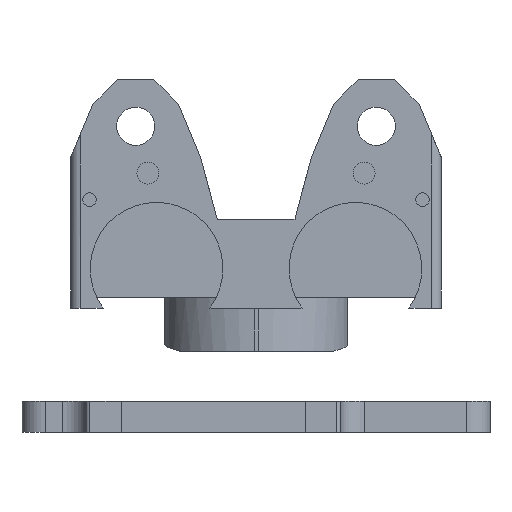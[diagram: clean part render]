
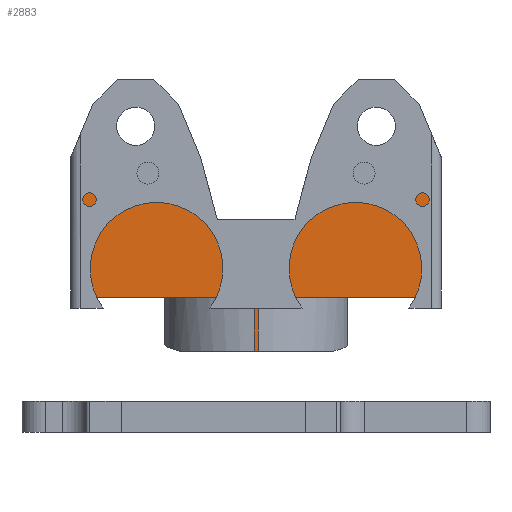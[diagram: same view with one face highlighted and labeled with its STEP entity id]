
A CAD part, left-side view. The second image highlights one B-rep face of the part: STEP entity #2883.
In plain terms, the highlighted planar face has unit normal (-1, 0, 0).
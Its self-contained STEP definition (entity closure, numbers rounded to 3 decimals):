
#262=FACE_OUTER_BOUND('',#444,.T.);
#444=EDGE_LOOP('',(#2392,#2393,#2394,#2395,#2396,#2397,#2398,#2399,#2400,
#2401,#2402,#2403,#2404,#2405,#2406,#2407,#2408,#2409));
#587=LINE('',#4339,#854);
#591=LINE('',#4349,#858);
#597=LINE('',#4368,#864);
#656=LINE('',#4630,#923);
#662=LINE('',#4648,#929);
#666=LINE('',#4660,#933);
#667=LINE('',#4664,#934);
#670=LINE('',#4671,#937);
#671=LINE('',#4674,#938);
#673=LINE('',#4677,#940);
#675=LINE('',#4684,#942);
#677=LINE('',#4688,#944);
#679=LINE('',#4692,#946);
#680=LINE('',#4694,#947);
#681=LINE('',#4696,#948);
#682=LINE('',#4698,#949);
#700=LINE('',#4755,#967);
#701=LINE('',#4756,#968);
#854=VECTOR('',#3452,10.);
#858=VECTOR('',#3460,10.);
#864=VECTOR('',#3476,10.);
#923=VECTOR('',#3775,10.);
#929=VECTOR('',#3791,10.);
#933=VECTOR('',#3803,10.);
#934=VECTOR('',#3806,10.);
#937=VECTOR('',#3813,10.);
#938=VECTOR('',#3816,10.);
#940=VECTOR('',#3820,10.);
#942=VECTOR('',#3826,10.);
#944=VECTOR('',#3832,10.);
#946=VECTOR('',#3836,10.);
#947=VECTOR('',#3839,10.);
#948=VECTOR('',#3842,10.);
#949=VECTOR('',#3845,10.);
#967=VECTOR('',#3905,10.);
#968=VECTOR('',#3906,10.);
#1236=VERTEX_POINT('',#4336);
#1237=VERTEX_POINT('',#4338);
#1240=VERTEX_POINT('',#4346);
#1241=VERTEX_POINT('',#4348);
#1248=VERTEX_POINT('',#4365);
#1249=VERTEX_POINT('',#4367);
#1332=VERTEX_POINT('',#4629);
#1338=VERTEX_POINT('',#4645);
#1339=VERTEX_POINT('',#4647);
#1343=VERTEX_POINT('',#4659);
#1344=VERTEX_POINT('',#4661);
#1345=VERTEX_POINT('',#4663);
#1347=VERTEX_POINT('',#4670);
#1348=VERTEX_POINT('',#4672);
#1350=VERTEX_POINT('',#4681);
#1351=VERTEX_POINT('',#4683);
#1352=VERTEX_POINT('',#4690);
#1370=VERTEX_POINT('',#4754);
#1542=EDGE_CURVE('',#1236,#1237,#587,.T.);
#1547=EDGE_CURVE('',#1241,#1240,#591,.T.);
#1556=EDGE_CURVE('',#1248,#1249,#597,.T.);
#1679=EDGE_CURVE('',#1332,#1237,#656,.T.);
#1688=EDGE_CURVE('',#1338,#1339,#662,.T.);
#1694=EDGE_CURVE('',#1343,#1332,#666,.T.);
#1696=EDGE_CURVE('',#1345,#1344,#667,.T.);
#1700=EDGE_CURVE('',#1347,#1343,#670,.T.);
#1702=EDGE_CURVE('',#1348,#1344,#671,.T.);
#1704=EDGE_CURVE('',#1241,#1248,#673,.T.);
#1708=EDGE_CURVE('',#1350,#1351,#675,.T.);
#1710=EDGE_CURVE('',#1338,#1345,#677,.T.);
#1712=EDGE_CURVE('',#1352,#1236,#679,.T.);
#1713=EDGE_CURVE('',#1339,#1240,#680,.T.);
#1714=EDGE_CURVE('',#1347,#1348,#681,.T.);
#1715=EDGE_CURVE('',#1351,#1352,#682,.T.);
#1742=EDGE_CURVE('',#1350,#1370,#700,.T.);
#1743=EDGE_CURVE('',#1249,#1370,#701,.T.);
#2392=ORIENTED_EDGE('',*,*,#1542,.F.);
#2393=ORIENTED_EDGE('',*,*,#1712,.F.);
#2394=ORIENTED_EDGE('',*,*,#1715,.F.);
#2395=ORIENTED_EDGE('',*,*,#1708,.F.);
#2396=ORIENTED_EDGE('',*,*,#1742,.T.);
#2397=ORIENTED_EDGE('',*,*,#1743,.F.);
#2398=ORIENTED_EDGE('',*,*,#1556,.F.);
#2399=ORIENTED_EDGE('',*,*,#1704,.F.);
#2400=ORIENTED_EDGE('',*,*,#1547,.T.);
#2401=ORIENTED_EDGE('',*,*,#1713,.F.);
#2402=ORIENTED_EDGE('',*,*,#1688,.F.);
#2403=ORIENTED_EDGE('',*,*,#1710,.T.);
#2404=ORIENTED_EDGE('',*,*,#1696,.T.);
#2405=ORIENTED_EDGE('',*,*,#1702,.F.);
#2406=ORIENTED_EDGE('',*,*,#1714,.F.);
#2407=ORIENTED_EDGE('',*,*,#1700,.T.);
#2408=ORIENTED_EDGE('',*,*,#1694,.T.);
#2409=ORIENTED_EDGE('',*,*,#1679,.T.);
#2738=PLANE('',#3172);
#2883=ADVANCED_FACE('',(#262),#2738,.T.);
#3172=AXIS2_PLACEMENT_3D('',#4753,#3903,#3904);
#3452=DIRECTION('',(0.,-0.259,-0.966));
#3460=DIRECTION('',(0.,0.,1.));
#3476=DIRECTION('',(0.,0.,-1.));
#3775=DIRECTION('',(0.,0.,1.));
#3791=DIRECTION('',(0.,-0.259,0.966));
#3803=DIRECTION('',(0.,1.,0.));
#3806=DIRECTION('',(0.,1.,0.));
#3813=DIRECTION('',(0.,0.,1.));
#3816=DIRECTION('',(0.,0.,1.));
#3820=DIRECTION('',(0.,1.,0.));
#3826=DIRECTION('',(0.,1.,0.));
#3832=DIRECTION('',(0.,0.,-1.));
#3836=DIRECTION('',(0.,-1.,0.));
#3839=DIRECTION('',(0.,-1.,0.));
#3842=DIRECTION('',(0.,-1.,0.));
#3845=DIRECTION('',(0.,0.,1.));
#3903=DIRECTION('center_axis',(-1.,0.,0.));
#3904=DIRECTION('ref_axis',(0.,-1.,0.));
#3905=DIRECTION('',(0.,0.,-1.));
#3906=DIRECTION('',(0.,1.,0.));
#4336=CARTESIAN_POINT('',(81.001,6.028,105.25));
#4338=CARTESIAN_POINT('',(81.001,5.,101.413));
#4339=CARTESIAN_POINT('',(81.001,4.26,98.652));
#4346=CARTESIAN_POINT('',(81.001,-22.75,105.25));
#4348=CARTESIAN_POINT('',(81.001,-22.75,91.305));
#4349=CARTESIAN_POINT('',(81.001,-22.75,92.705));
#4365=CARTESIAN_POINT('',(81.001,-0.266,91.305));
#4367=CARTESIAN_POINT('',(81.001,-0.266,84.405));
#4368=CARTESIAN_POINT('',(81.001,-0.266,92.705));
#4629=CARTESIAN_POINT('',(81.001,5.,101.25));
#4630=CARTESIAN_POINT('',(81.001,5.,98.978));
#4645=CARTESIAN_POINT('',(81.001,-5.,101.413));
#4647=CARTESIAN_POINT('',(81.001,-6.029,105.25));
#4648=CARTESIAN_POINT('',(81.001,-4.278,98.718));
#4659=CARTESIAN_POINT('',(81.001,0.255,101.25));
#4660=CARTESIAN_POINT('',(81.001,-0.133,101.25));
#4661=CARTESIAN_POINT('',(81.001,-0.266,101.25));
#4663=CARTESIAN_POINT('',(81.001,-5.,101.25));
#4664=CARTESIAN_POINT('',(81.001,-0.133,101.25));
#4670=CARTESIAN_POINT('',(81.001,0.255,92.705));
#4671=CARTESIAN_POINT('',(81.001,0.255,92.705));
#4672=CARTESIAN_POINT('',(81.001,-0.266,92.705));
#4674=CARTESIAN_POINT('',(81.001,-0.266,92.705));
#4677=CARTESIAN_POINT('',(81.001,22.75,91.305));
#4681=CARTESIAN_POINT('',(81.001,0.255,91.305));
#4683=CARTESIAN_POINT('',(81.001,22.75,91.305));
#4684=CARTESIAN_POINT('',(81.001,22.75,91.305));
#4688=CARTESIAN_POINT('',(81.001,-5.,98.978));
#4690=CARTESIAN_POINT('',(81.001,22.75,105.25));
#4692=CARTESIAN_POINT('',(81.001,13.875,105.25));
#4694=CARTESIAN_POINT('',(81.001,-11.508,105.25));
#4696=CARTESIAN_POINT('',(81.001,-11.375,92.705));
#4698=CARTESIAN_POINT('',(81.001,22.75,92.705));
#4753=CARTESIAN_POINT('Origin',(81.001,-0.266,92.705));
#4754=CARTESIAN_POINT('',(81.001,0.255,84.405));
#4755=CARTESIAN_POINT('',(81.001,0.255,92.705));
#4756=CARTESIAN_POINT('',(81.001,-22.75,84.405));
